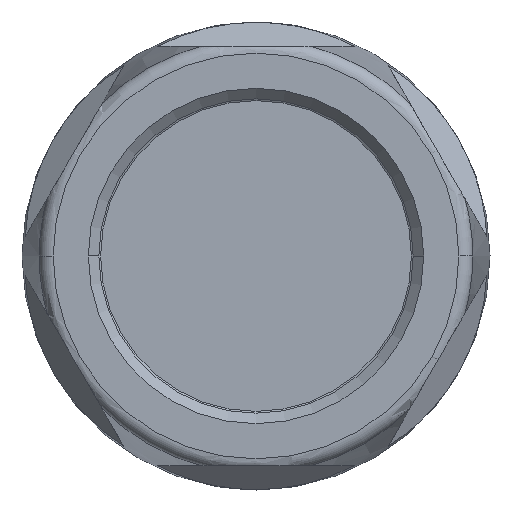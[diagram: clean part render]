
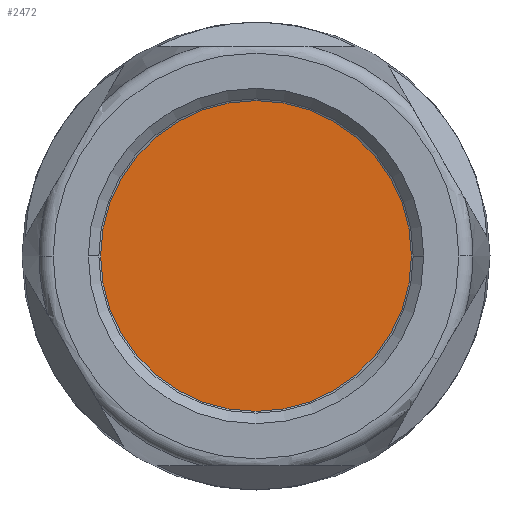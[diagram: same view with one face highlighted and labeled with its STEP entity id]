
A CAD part, left-side view. The second image highlights one B-rep face of the part: STEP entity #2472.
In plain terms, the highlighted planar face has unit normal (-1, 0, 0).
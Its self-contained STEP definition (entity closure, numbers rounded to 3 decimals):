
#97 = VERTEX_POINT ( 'NONE', #1959 ) ;
#98 = VERTEX_POINT ( 'NONE', #1960 ) ;
#253 = CARTESIAN_POINT ( 'NONE',  ( 25.15, 0., 0. ) ) ;
#254 = DIRECTION ( 'NONE',  ( 1., 0., 0. ) ) ;
#255 = DIRECTION ( 'NONE',  ( 0., 1., 0. ) ) ;
#293 = CIRCLE ( 'NONE', #2539, 22.25 ) ;
#653 = CARTESIAN_POINT ( 'NONE',  ( 25.15, 0., 0. ) ) ;
#654 = DIRECTION ( 'NONE',  ( 1., 0., 0. ) ) ;
#655 = DIRECTION ( 'NONE',  ( 0., 1., 0. ) ) ;
#1182 = CIRCLE ( 'NONE', #2576, 22.25 ) ;
#1724 = FACE_OUTER_BOUND ( 'NONE', #2241, .T. ) ;
#1959 = CARTESIAN_POINT ( 'NONE',  ( 25.15, -22.25, 0. ) ) ;
#1960 = CARTESIAN_POINT ( 'NONE',  ( 25.15, 22.25, 0. ) ) ;
#2048 = PLANE ( 'NONE',  #2674 ) ;
#2049 = CARTESIAN_POINT ( 'NONE',  ( 25.15, 22.25, 0. ) ) ;
#2050 = DIRECTION ( 'NONE',  ( -1., 0., 0. ) ) ;
#2051 = DIRECTION ( 'NONE',  ( 0., -1., 0. ) ) ;
#2241 = EDGE_LOOP ( 'NONE', ( #3106, #3105 ) ) ;
#2472 = ADVANCED_FACE ( 'NONE', ( #1724 ), #2048, .T. ) ;
#2539 = AXIS2_PLACEMENT_3D ( 'NONE', #253, #254, #255 ) ;
#2576 = AXIS2_PLACEMENT_3D ( 'NONE', #653, #654, #655 ) ;
#2674 = AXIS2_PLACEMENT_3D ( 'NONE', #2049, #2050, #2051 ) ;
#2810 = EDGE_CURVE ( 'NONE', #98, #97, #1182, .T. ) ;
#3105 = ORIENTED_EDGE ( 'NONE', *, *, #2810, .F. ) ;
#3106 = ORIENTED_EDGE ( 'NONE', *, *, #3190, .F. ) ;
#3190 = EDGE_CURVE ( 'NONE', #97, #98, #293, .T. ) ;
